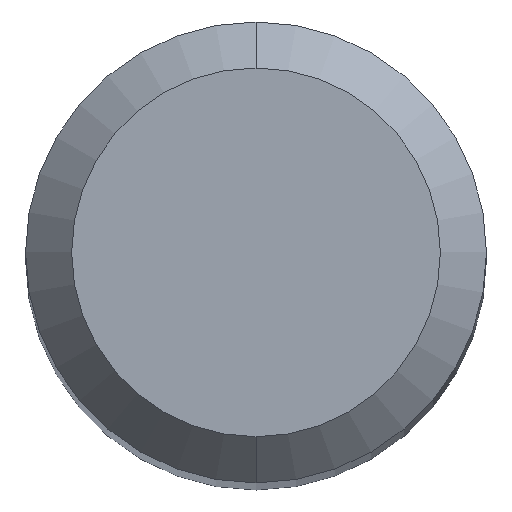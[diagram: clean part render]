
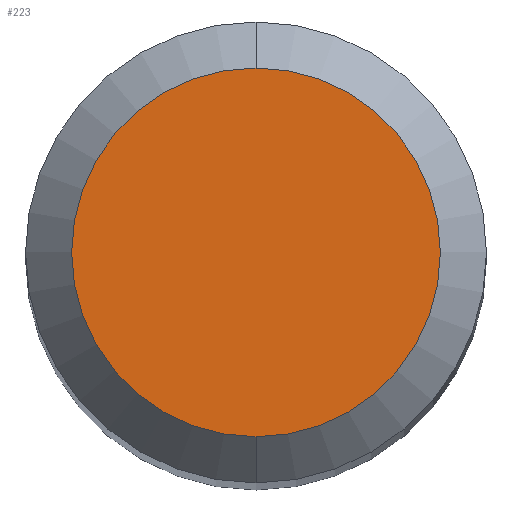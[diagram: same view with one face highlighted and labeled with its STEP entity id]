
A CAD part, top view. The second image highlights one B-rep face of the part: STEP entity #223.
In plain terms, the highlighted planar face has unit normal (0, 0, 1).
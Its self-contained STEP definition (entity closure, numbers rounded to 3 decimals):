
#101=EDGE_CURVE('',#149,#205,#252,.T.);
#149=VERTEX_POINT('',#304);
#165=EDGE_CURVE('',#205,#149,#323,.T.);
#205=VERTEX_POINT('',#368);
#223=ADVANCED_FACE('',(#389),#390,.T.);
#252=CIRCLE('',#415,1.2);
#304=CARTESIAN_POINT('',(0.0,1.2,0.0));
#323=CIRCLE('',#512,1.2);
#368=CARTESIAN_POINT('',(0.,-1.2,0.0));
#389=FACE_OUTER_BOUND('',#591,.T.);
#390=PLANE('',#592);
#415=AXIS2_PLACEMENT_3D('',#602,#603,#604);
#512=AXIS2_PLACEMENT_3D('',#687,#688,#689);
#591=EDGE_LOOP('',(#780,#781));
#592=AXIS2_PLACEMENT_3D('',#782,#783,#784);
#602=CARTESIAN_POINT('',(0.0,0.0,0.0));
#603=DIRECTION('',(0.0,0.0,-1.0));
#604=DIRECTION('',(0.0,1.0,0.0));
#687=CARTESIAN_POINT('',(0.0,0.0,0.0));
#688=DIRECTION('',(0.0,0.0,-1.0));
#689=DIRECTION('',(0.0,1.0,0.0));
#780=ORIENTED_EDGE('',*,*,#101,.F.);
#781=ORIENTED_EDGE('',*,*,#165,.F.);
#782=CARTESIAN_POINT('',(0.0,0.6,0.0));
#783=DIRECTION('',(-0.0,0.0,1.0));
#784=DIRECTION('',(0.0,-1.0,0.0));
